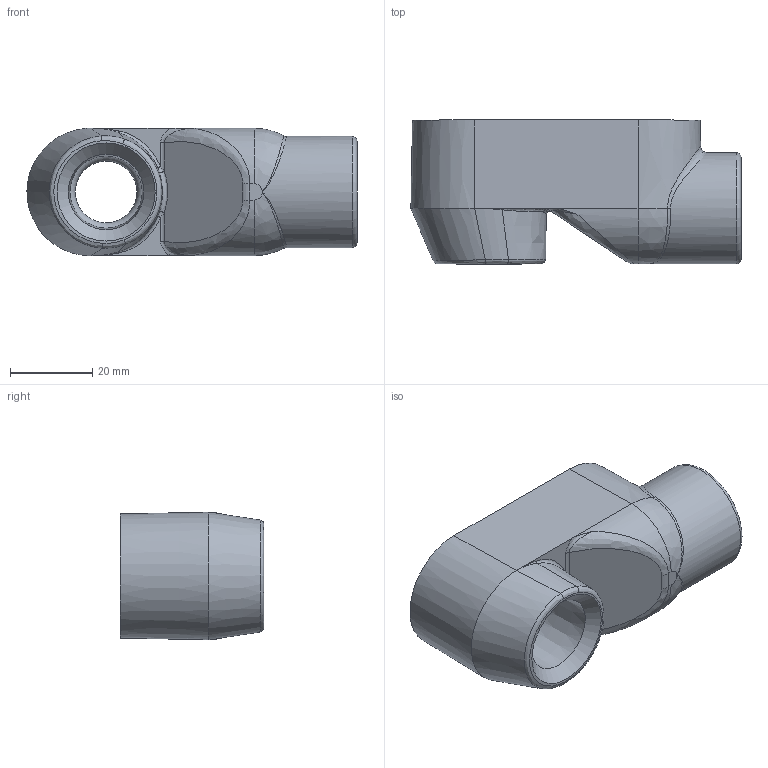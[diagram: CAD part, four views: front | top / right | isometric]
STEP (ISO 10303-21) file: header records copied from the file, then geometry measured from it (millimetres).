
FILE_DESCRIPTION(/* description */ (''),/* implementation_level */ '2;1');
FILE_NAME(/* name */ 'KIL_SLB-1.stp',/* time_stamp */ '2020-09-29T18:20:30+06:00',/* author */ ('lsugumaran'),/* organization */ (''),/* preprocessor_version */ 'ST-DEVELOPER v18',/* originating_system */ 'Autodesk Inventor 2020',/* authorisation */ '');
FILE_SCHEMA (('AUTOMOTIVE_DESIGN { 1 0 10303 214 3 1 1 }'));
Products named in the file (1): 0194800 -2
Bounding box: 80.17 x 34.93 x 30.94 mm (x, y, z)
Volume: 28497 mm3; surface area: 15190.5 mm2
Topology: 1 solids, 1 shells, 760 faces, 2022 edges, 1305 vertices
Faces by surface type: bspline 432, plane 233, cone 56, cylinder 16, torus 13, sphere 10
Full cylindrical faces by diameter (mm): 15.113 x1, 26.987 x1
Entity records: 40597 total; most frequent: CARTESIAN_POINT 25019, ORIENTED_EDGE 4016, EDGE_CURVE 2008, DIRECTION 1796, VERTEX_POINT 1305, B_SPLINE_CURVE_WITH_KNOTS 1051, EDGE_LOOP 819, FACE_OUTER_BOUND 760
